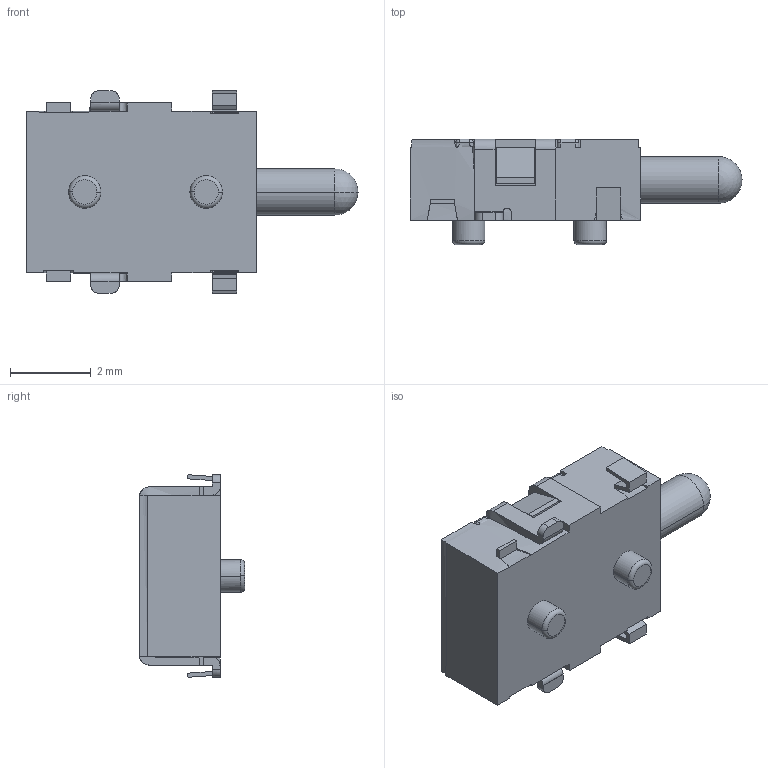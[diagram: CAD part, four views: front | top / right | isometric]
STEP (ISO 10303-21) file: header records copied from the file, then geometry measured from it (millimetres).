
FILE_DESCRIPTION (( 'STEP AP214' ), '1' );
FILE_NAME ('SDS001.STEP', '2022-11-17T20:06:02', ( '' ), ( '' ), 'SwSTEP 2.0', 'SolidWorks 2022', '' );
FILE_SCHEMA (( 'AUTOMOTIVE_DESIGN' ));
Length unit declared in the file: millimetre
Products named in the file (3): 01; 02; SDS001
Assembly tree (2 placements, depth 2):
  SDS001
    01
    02
Bounding box: 8.2 x 2.6 x 5 mm (x, y, z)
Volume: 2.9 mm3; surface area: 166.3 mm2
Topology: 1 solids, 4 shells, 226 faces, 606 edges, 366 vertices
Faces by surface type: plane 149, cylinder 51, sphere 18, torus 4, bspline 4
Entity records: 8024 total; most frequent: CARTESIAN_POINT 3466, ORIENTED_EDGE 1152, EDGE_CURVE 586, B_SPLINE_CURVE_WITH_KNOTS 570, DIRECTION 482, VERTEX_POINT 364, AXIS2_PLACEMENT_3D 238, EDGE_LOOP 228
